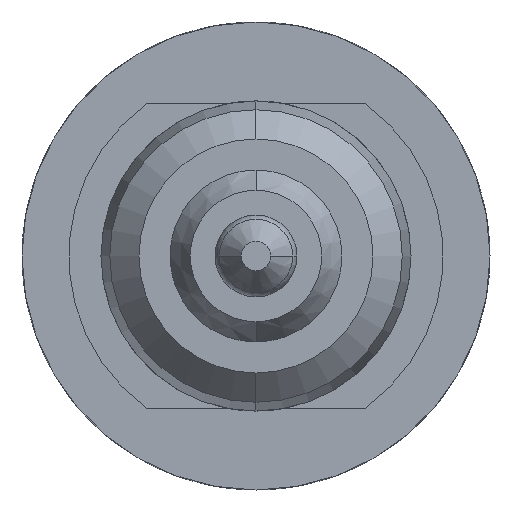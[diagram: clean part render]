
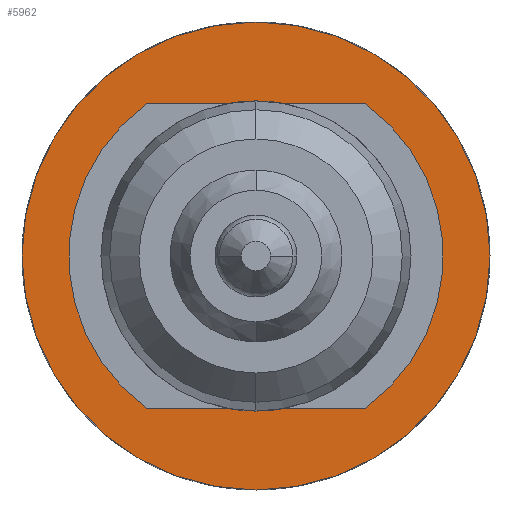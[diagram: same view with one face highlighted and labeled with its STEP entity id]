
A CAD part, front view. The second image highlights one B-rep face of the part: STEP entity #5962.
In plain terms, the highlighted planar face has unit normal (0, -1, 0).
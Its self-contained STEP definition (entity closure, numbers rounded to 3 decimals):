
#186 = AXIS2_PLACEMENT_3D ( 'NONE', #2364, #6103, #6045 ) ;
#424 = DIRECTION ( 'NONE',  ( 0., 0., 1. ) ) ;
#1000 = VERTEX_POINT ( 'NONE', #3329 ) ;
#1044 = DIRECTION ( 'NONE',  ( 0., 0., 1. ) ) ;
#1079 = CARTESIAN_POINT ( 'NONE',  ( 0., 5.2, 2. ) ) ;
#1230 = ORIENTED_EDGE ( 'NONE', *, *, #5669, .F. ) ;
#1523 = AXIS2_PLACEMENT_3D ( 'NONE', #1951, #5147, #3122 ) ;
#1606 = AXIS2_PLACEMENT_3D ( 'NONE', #4162, #5787, #424 ) ;
#1629 = ORIENTED_EDGE ( 'NONE', *, *, #5244, .T. ) ;
#1849 = CIRCLE ( 'NONE', #1606, 2. ) ;
#1951 = CARTESIAN_POINT ( 'NONE',  ( 2., 5.2, 0. ) ) ;
#2053 = AXIS2_PLACEMENT_3D ( 'NONE', #5668, #4548, #5072 ) ;
#2116 = CARTESIAN_POINT ( 'NONE',  ( 0., 5.2, 0. ) ) ;
#2364 = CARTESIAN_POINT ( 'NONE',  ( 0., 5.2, 0. ) ) ;
#2453 = EDGE_LOOP ( 'NONE', ( #3199, #1629 ) ) ;
#2561 = DIRECTION ( 'NONE',  ( 0., 1., 0. ) ) ;
#2759 = FACE_BOUND ( 'NONE', #2453, .T. ) ;
#2888 = CARTESIAN_POINT ( 'NONE',  ( 0., 5.2, 0.9 ) ) ;
#3075 = EDGE_CURVE ( 'Defeature ausgef�hrt1_37+Defeature ausgef�hrt1_0+Defeature ausgef�hrt1_0+Defeature ausgef�hrt1_0', #6901, #1000, #3528, .T. ) ;
#3122 = DIRECTION ( 'NONE',  ( 0., 0., 1. ) ) ;
#3199 = ORIENTED_EDGE ( 'NONE', *, *, #3075, .T. ) ;
#3329 = CARTESIAN_POINT ( 'NONE',  ( 0., 5.2, -0.9 ) ) ;
#3528 = CIRCLE ( 'NONE', #6293, 0.9 ) ;
#4107 = CIRCLE ( 'NONE', #186, 2. ) ;
#4162 = CARTESIAN_POINT ( 'NONE',  ( 0., 5.2, 0. ) ) ;
#4548 = DIRECTION ( 'NONE',  ( 0., 1., 0. ) ) ;
#4614 = VERTEX_POINT ( 'NONE', #1079 ) ;
#4683 = EDGE_CURVE ( 'Defeature ausgef�hrt1_38+Defeature ausgef�hrt1_37+Defeature ausgef�hrt1_37+Defeature ausgef�hrt1_37', #6603, #4614, #1849, .T. ) ;
#4879 = ORIENTED_EDGE ( 'NONE', *, *, #4683, .F. ) ;
#5072 = DIRECTION ( 'NONE',  ( 0., 0., 1. ) ) ;
#5147 = DIRECTION ( 'NONE',  ( 0., 1., 0. ) ) ;
#5190 = PLANE ( 'NONE',  #1523 ) ;
#5244 = EDGE_CURVE ( 'Defeature ausgef�hrt1_37+Defeature ausgef�hrt1_0+Defeature ausgef�hrt1_0+Defeature ausgef�hrt1_0', #1000, #6901, #5707, .T. ) ;
#5611 = FACE_OUTER_BOUND ( 'NONE', #6231, .T. ) ;
#5668 = CARTESIAN_POINT ( 'NONE',  ( 0., 5.2, 0. ) ) ;
#5669 = EDGE_CURVE ( 'Defeature ausgef�hrt1_38+Defeature ausgef�hrt1_37+Defeature ausgef�hrt1_37+Defeature ausgef�hrt1_37', #4614, #6603, #4107, .T. ) ;
#5707 = CIRCLE ( 'NONE', #2053, 0.9 ) ;
#5787 = DIRECTION ( 'NONE',  ( 0., 1., 0. ) ) ;
#5962 = ADVANCED_FACE ( 'Defeature ausgef�hrt1_37', ( #5611, #2759 ), #5190, .F. ) ;
#6045 = DIRECTION ( 'NONE',  ( 0., 0., 1. ) ) ;
#6103 = DIRECTION ( 'NONE',  ( 0., 1., 0. ) ) ;
#6231 = EDGE_LOOP ( 'NONE', ( #1230, #4879 ) ) ;
#6293 = AXIS2_PLACEMENT_3D ( 'NONE', #2116, #2561, #1044 ) ;
#6463 = CARTESIAN_POINT ( 'NONE',  ( 0., 5.2, -2. ) ) ;
#6603 = VERTEX_POINT ( 'NONE', #6463 ) ;
#6901 = VERTEX_POINT ( 'NONE', #2888 ) ;
